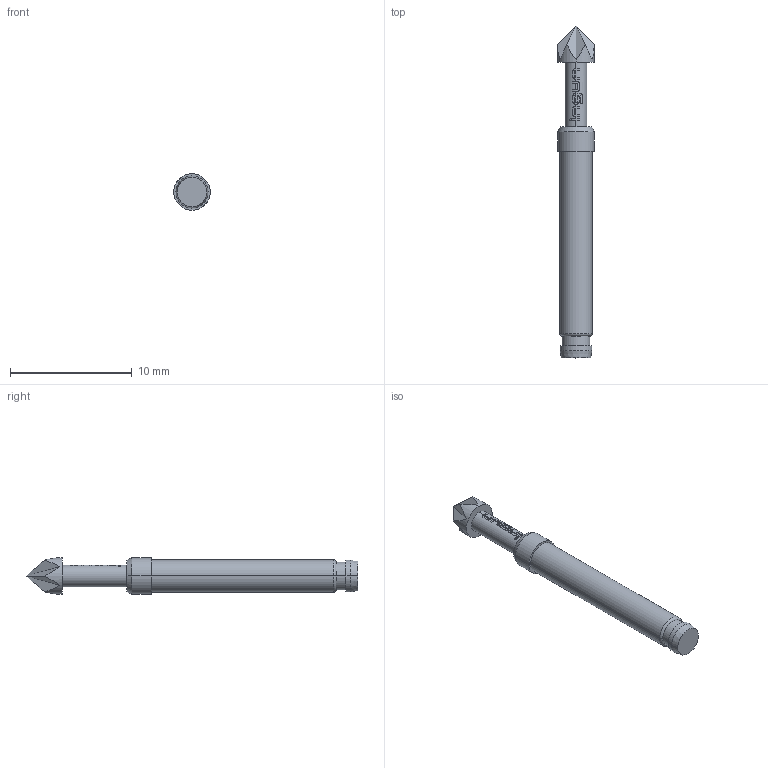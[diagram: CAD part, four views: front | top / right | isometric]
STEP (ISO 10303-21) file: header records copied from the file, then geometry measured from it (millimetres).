
FILE_DESCRIPTION (( 'STEP AP203' ), '1' );
FILE_NAME ('INGUN_GKS-113_217_300_A_xx02.STEP', '2022-08-30T10:15:44', ( 'ochi' ), ( '' ), 'SwSTEP 2.0', 'SolidWorks 2021', '' );
FILE_SCHEMA (( 'CONFIG_CONTROL_DESIGN' ));
Length unit declared in the file: millimetre
Products named in the file (1): INGUN_GKS-113_217_300_A_xx02
Bounding box: 3 x 27.3 x 3 mm (x, y, z)
Volume: 130.4 mm3; surface area: 229.9 mm2
Topology: 1 solids, 1 shells, 116 faces, 308 edges, 199 vertices
Faces by surface type: plane 57, cylinder 31, bspline 22, cone 4, torus 2
Entity records: 3963 total; most frequent: CARTESIAN_POINT 1180, ORIENTED_EDGE 616, DIRECTION 504, EDGE_CURVE 308, VERTEX_POINT 199, AXIS2_PLACEMENT_3D 199, EDGE_LOOP 121, FACE_OUTER_BOUND 116
